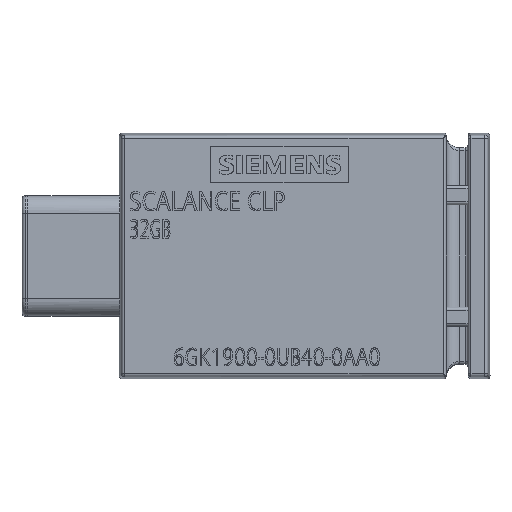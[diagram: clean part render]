
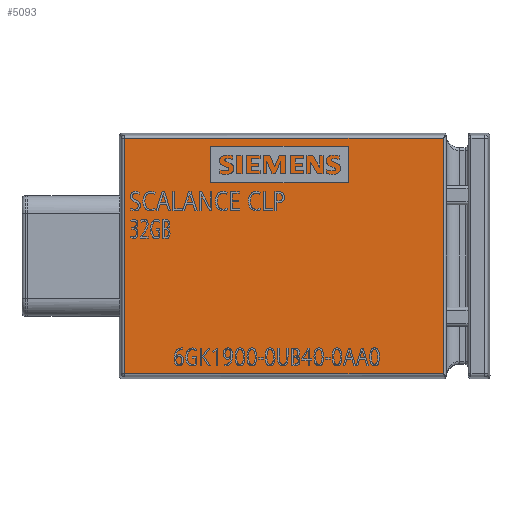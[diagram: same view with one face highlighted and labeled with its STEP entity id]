
A CAD part, front view. The second image highlights one B-rep face of the part: STEP entity #5093.
In plain terms, the highlighted face is planar.
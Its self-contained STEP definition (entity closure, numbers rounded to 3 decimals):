
#1438=FACE_OUTER_BOUND('',#6209,.T.);
#5093=ADVANCED_FACE('NONE',(#1438),#5438,.F.);
#5438=PLANE('',#15301);
#6209=EDGE_LOOP('',(#8839,#8840,#8841,#8842));
#8839=ORIENTED_EDGE('',*,*,#11942,.T.);
#8840=ORIENTED_EDGE('',*,*,#11931,.T.);
#8841=ORIENTED_EDGE('',*,*,#11917,.T.);
#8842=ORIENTED_EDGE('',*,*,#11913,.T.);
#10387=VERTEX_POINT('',#22751);
#10388=VERTEX_POINT('',#22752);
#10390=VERTEX_POINT('',#22762);
#10400=VERTEX_POINT('',#22813);
#11913=EDGE_CURVE('NONE',#10387,#10388,#13206,.T.);
#11917=EDGE_CURVE('NONE',#10390,#10387,#13208,.T.);
#11931=EDGE_CURVE('NONE',#10400,#10390,#13215,.T.);
#11942=EDGE_CURVE('NONE',#10388,#10400,#13218,.T.);
#13206=LINE('',#22750,#14431);
#13208=LINE('',#22761,#14433);
#13215=LINE('',#22812,#14440);
#13218=LINE('',#22869,#14443);
#14431=VECTOR('',#17657,1.);
#14433=VECTOR('',#17663,1.);
#14440=VECTOR('',#17686,1.);
#14443=VECTOR('',#17699,1.);
#15301=AXIS2_PLACEMENT_3D('',#23353,#18003,#18004);
#17657=DIRECTION('',(-1.,0.,0.));
#17663=DIRECTION('',(0.,1.,0.));
#17686=DIRECTION('',(1.,0.,0.));
#17699=DIRECTION('',(0.,-1.,0.));
#18003=DIRECTION('',(0.,0.,-1.));
#18004=DIRECTION('',(-1.,0.,0.));
#22750=CARTESIAN_POINT('',(-9.205,8.05,5.8));
#22751=CARTESIAN_POINT('',(12.795,8.05,5.8));
#22752=CARTESIAN_POINT('',(-9.01,8.05,5.8));
#22761=CARTESIAN_POINT('',(12.795,0.,5.8));
#22762=CARTESIAN_POINT('',(12.795,-8.051,5.8));
#22812=CARTESIAN_POINT('',(12.996,-8.051,5.8));
#22813=CARTESIAN_POINT('',(-9.01,-8.051,5.8));
#22869=CARTESIAN_POINT('',(-9.01,-8.246,5.8));
#23353=CARTESIAN_POINT('',(0.,0.,5.8));
